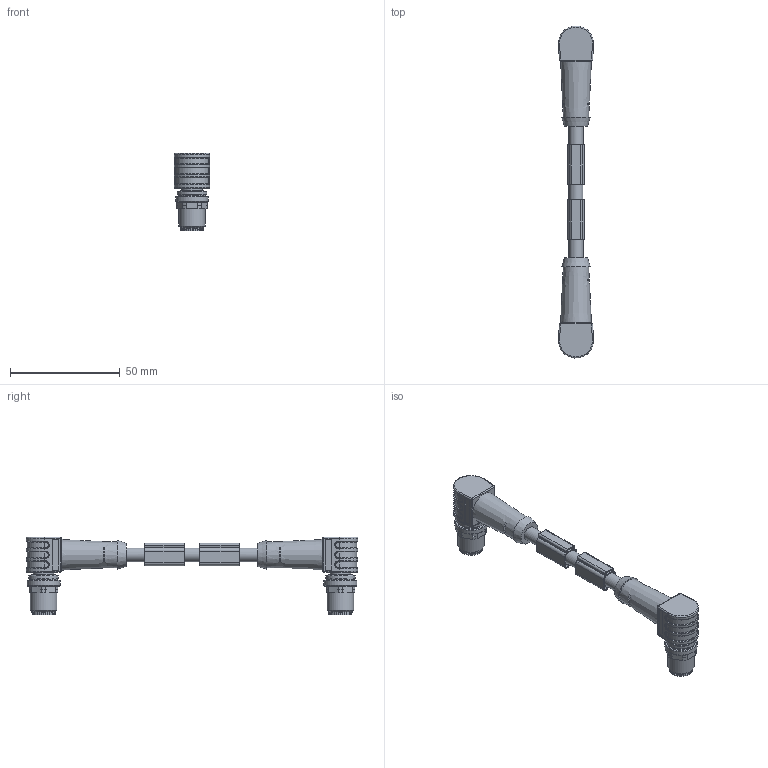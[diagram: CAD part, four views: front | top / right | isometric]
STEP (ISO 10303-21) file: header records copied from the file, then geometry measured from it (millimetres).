
FILE_DESCRIPTION(/* description */ (''),/* implementation_level */ '2;1');
FILE_NAME(/* name */ 'IE-WWASSY4-m-IE-WWASSY4.stp',/* time_stamp */ '2016-11-16T18:15:53+01:00',/* author */ (''),/* organization */ (''),/* preprocessor_version */ 'ST-DEVELOPER v16',/* originating_system */ 'SIEMENS PLM Software NX 10.0',/* authorisation */ '');
FILE_SCHEMA (('AUTOMOTIVE_DESIGN { 1 0 10303 214 3 1 1 1 }'));
Length unit declared in the file: millimetre
Products named in the file (1): IE-WWASSY4-m-IE-WWASSY4_stp
Bounding box: 15.97 x 150.94 x 35.3 mm (x, y, z)
Volume: 20745.8 mm3; surface area: 11408.3 mm2
Topology: 1 solids, 1 shells, 579 faces, 1469 edges, 925 vertices
Faces by surface type: cylinder 263, plane 194, torus 46, cone 44, bspline 24, sphere 8
Full cylindrical faces by diameter (mm): 1 x16, 2 x2, 6.5 x1, 8.375 x2, 9.375 x2, 9.9 x2, 10 x2, 10.45 x2, 10.65 x2, 11.8 x2, 12 x2, 12.6 x2, 13.5 x2, 15 x2
Entity records: 17867 total; most frequent: CARTESIAN_POINT 4111, DIRECTION 3013, ORIENTED_EDGE 2714, EDGE_CURVE 1357, AXIS2_PLACEMENT_3D 1192, VERTEX_POINT 898, EDGE_LOOP 717, LINE 629
